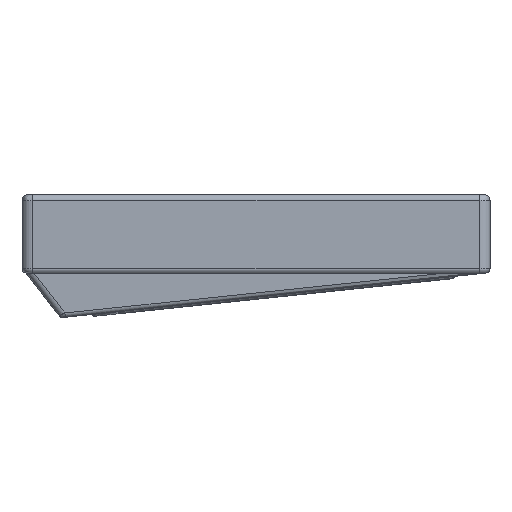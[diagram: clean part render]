
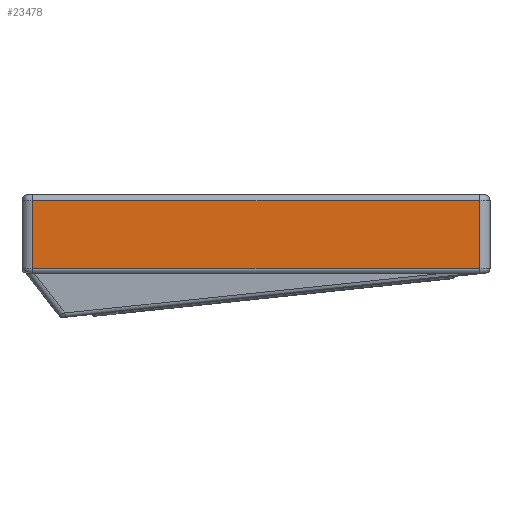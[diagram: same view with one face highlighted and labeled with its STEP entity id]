
A CAD part, left-side view. The second image highlights one B-rep face of the part: STEP entity #23478.
In plain terms, the highlighted planar face has unit normal (-1, 0, 0).
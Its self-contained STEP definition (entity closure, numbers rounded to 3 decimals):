
#3166=FACE_OUTER_BOUND('',#4599,.T.);
#4599=EDGE_LOOP('',(#21034,#21035,#21036,#21037));
#6799=LINE('',#39897,#9032);
#6800=LINE('',#39899,#9033);
#6801=LINE('',#39901,#9034);
#6802=LINE('',#39902,#9035);
#9032=VECTOR('',#32120,10.);
#9033=VECTOR('',#32121,10.);
#9034=VECTOR('',#32122,10.);
#9035=VECTOR('',#32123,10.);
#11298=VERTEX_POINT('',#39895);
#11299=VERTEX_POINT('',#39896);
#11300=VERTEX_POINT('',#39898);
#11301=VERTEX_POINT('',#39900);
#14592=EDGE_CURVE('',#11298,#11299,#6799,.T.);
#14593=EDGE_CURVE('',#11300,#11298,#6800,.T.);
#14594=EDGE_CURVE('',#11301,#11300,#6801,.T.);
#14595=EDGE_CURVE('',#11299,#11301,#6802,.T.);
#21034=ORIENTED_EDGE('',*,*,#14592,.F.);
#21035=ORIENTED_EDGE('',*,*,#14593,.F.);
#21036=ORIENTED_EDGE('',*,*,#14594,.F.);
#21037=ORIENTED_EDGE('',*,*,#14595,.F.);
#22389=PLANE('',#25697);
#23478=ADVANCED_FACE('',(#3166),#22389,.F.);
#25697=AXIS2_PLACEMENT_3D('',#39894,#32118,#32119);
#32118=DIRECTION('center_axis',(1.,0.,0.));
#32119=DIRECTION('ref_axis',(0.,-1.,0.));
#32120=DIRECTION('',(0.,1.,0.));
#32121=DIRECTION('',(0.,0.,-1.));
#32122=DIRECTION('',(0.,-1.,0.));
#32123=DIRECTION('',(0.,0.,1.));
#39894=CARTESIAN_POINT('Origin',(-5.189,104.829,7.727));
#39895=CARTESIAN_POINT('',(-5.189,-5.171,-10.273));
#39896=CARTESIAN_POINT('',(-5.189,100.629,-10.273));
#39897=CARTESIAN_POINT('',(-5.189,71.863,-10.273));
#39898=CARTESIAN_POINT('',(-5.189,-5.171,5.827));
#39899=CARTESIAN_POINT('',(-5.189,-5.171,7.727));
#39900=CARTESIAN_POINT('',(-5.189,100.629,5.827));
#39901=CARTESIAN_POINT('',(-5.189,76.279,5.827));
#39902=CARTESIAN_POINT('',(-5.189,100.629,7.727));
